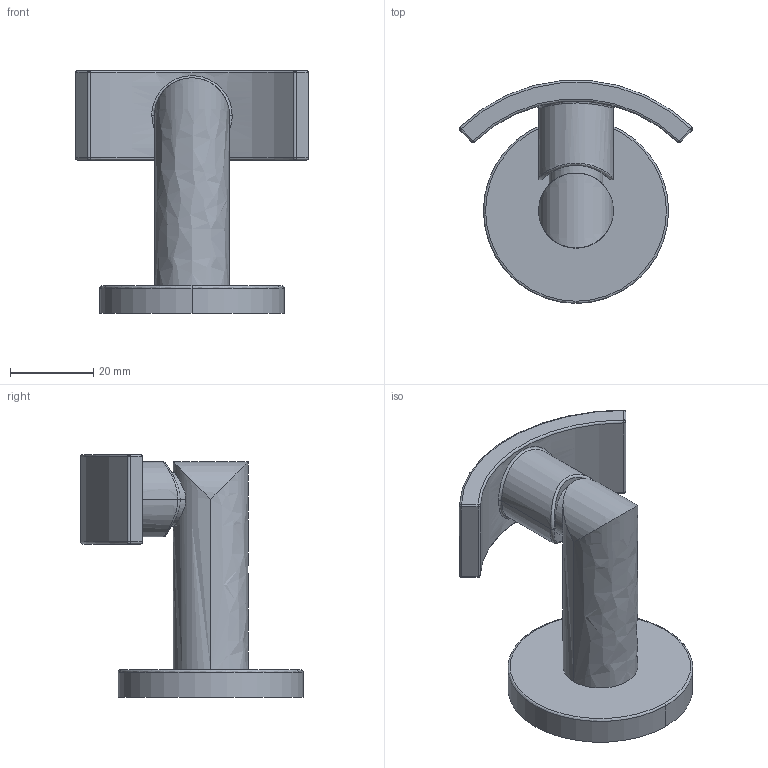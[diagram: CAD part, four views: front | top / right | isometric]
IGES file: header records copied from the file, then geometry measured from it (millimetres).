
Start section:  PTC IGES file: 0210.igs
Global section: file name: 0210.igs; native system: Creo Parametric by PTC Inc.; preprocessor: 2018400; author: jinson.thomas; organization: Unknown; date: 20220125.114821; units: inch
Bounding box: 56.14 x 53.42 x 58.36 mm (x, y, z)
Volume: 33266.6 mm3; surface area: 11016.7 mm2
Topology: 1 solids, 1 shells, 47 faces, 92 edges, 52 vertices
Faces by surface type: revolution 36, bspline 11
